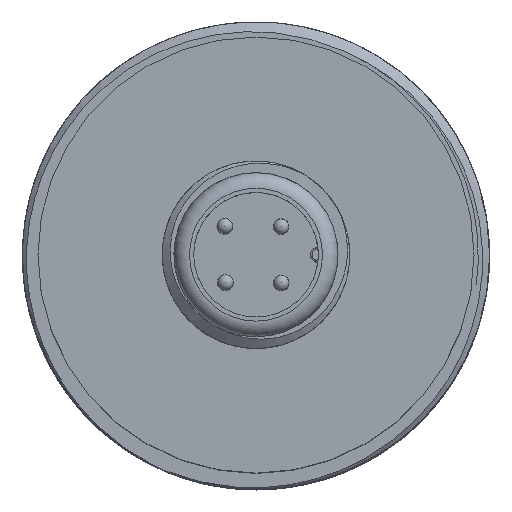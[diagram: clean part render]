
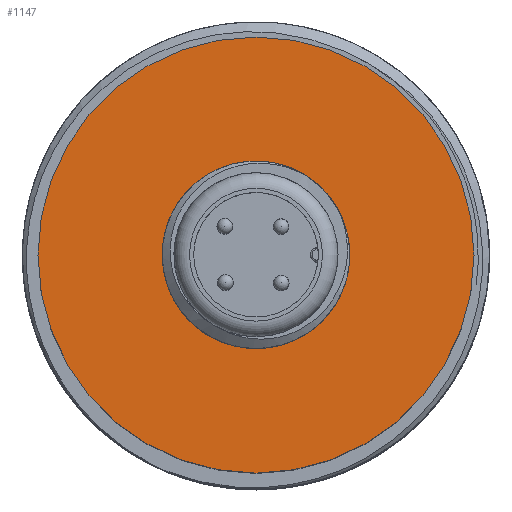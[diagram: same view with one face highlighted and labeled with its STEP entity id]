
A CAD part, top view. The second image highlights one B-rep face of the part: STEP entity #1147.
In plain terms, the highlighted planar face has unit normal (0, 0, 1).
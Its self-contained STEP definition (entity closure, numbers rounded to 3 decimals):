
#33=FACE_BOUND('',#184,.T.);
#53=PLANE('',#1253);
#103=FACE_OUTER_BOUND('',#183,.T.);
#183=EDGE_LOOP('',(#914));
#184=EDGE_LOOP('',(#915));
#249=CIRCLE('',#1251,14.);
#250=CIRCLE('',#1254,5.45);
#510=VERTEX_POINT('',#8395);
#511=VERTEX_POINT('',#8400);
#656=EDGE_CURVE('',#510,#510,#249,.T.);
#657=EDGE_CURVE('',#511,#511,#250,.T.);
#914=ORIENTED_EDGE('',*,*,#656,.F.);
#915=ORIENTED_EDGE('',*,*,#657,.T.);
#1147=ADVANCED_FACE('',(#103,#33),#53,.F.);
#1251=AXIS2_PLACEMENT_3D('',#8397,#1438,#1439);
#1253=AXIS2_PLACEMENT_3D('',#8399,#1442,#1443);
#1254=AXIS2_PLACEMENT_3D('',#8401,#1444,#1445);
#1438=DIRECTION('center_axis',(0.,0.,-1.));
#1439=DIRECTION('ref_axis',(-1.,0.,0.));
#1442=DIRECTION('center_axis',(0.,0.,-1.));
#1443=DIRECTION('ref_axis',(-1.,0.,0.));
#1444=DIRECTION('center_axis',(0.,0.,-1.));
#1445=DIRECTION('ref_axis',(-1.,0.,0.));
#8395=CARTESIAN_POINT('',(18.506,11.936,82.948));
#8397=CARTESIAN_POINT('Origin',(4.506,11.936,82.948));
#8399=CARTESIAN_POINT('Origin',(4.506,11.936,82.948));
#8400=CARTESIAN_POINT('',(9.956,11.936,82.948));
#8401=CARTESIAN_POINT('Origin',(4.506,11.936,82.948));
